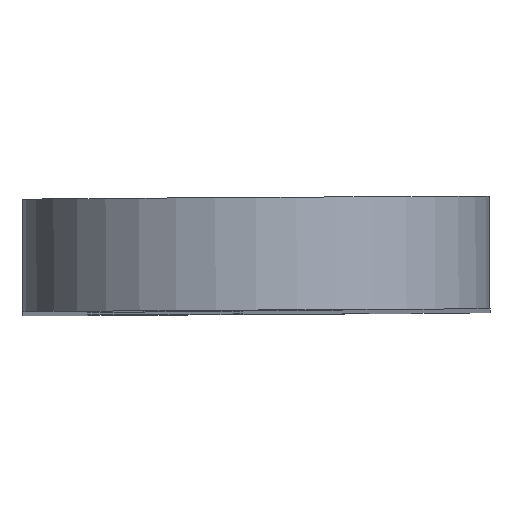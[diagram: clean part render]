
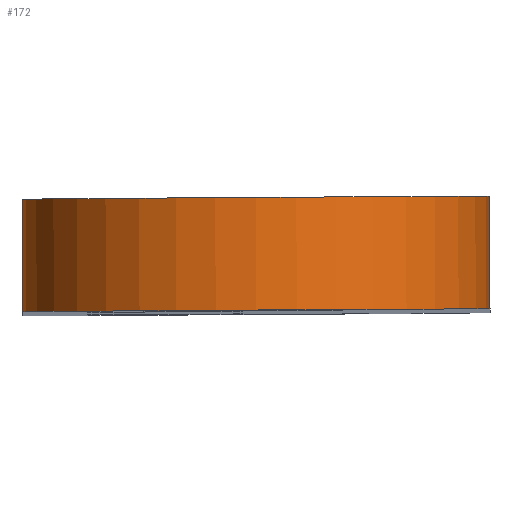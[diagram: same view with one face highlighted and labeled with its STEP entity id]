
A CAD part, top view. The second image highlights one B-rep face of the part: STEP entity #172.
In plain terms, the highlighted cylindrical face has radius 4.15 mm (diameter 8.3 mm), a partial arc.
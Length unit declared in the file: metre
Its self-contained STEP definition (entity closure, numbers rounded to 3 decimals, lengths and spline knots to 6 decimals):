
#20=LINE('',#284,#28);
#21=LINE('',#290,#29);
#28=VECTOR('',#229,1.);
#29=VECTOR('',#236,1.);
#40=ORIENTED_EDGE('',*,*,#79,.F.);
#41=ORIENTED_EDGE('',*,*,#78,.F.);
#42=ORIENTED_EDGE('',*,*,#80,.T.);
#43=ORIENTED_EDGE('',*,*,#81,.T.);
#78=EDGE_CURVE('',#97,#96,#20,.T.);
#79=EDGE_CURVE('',#96,#98,#110,.T.);
#80=EDGE_CURVE('',#97,#99,#111,.T.);
#81=EDGE_CURVE('',#99,#98,#21,.T.);
#96=VERTEX_POINT('',#281);
#97=VERTEX_POINT('',#283);
#98=VERTEX_POINT('',#287);
#99=VERTEX_POINT('',#289);
#110=CIRCLE('',#198,0.00415);
#111=CIRCLE('',#199,0.00415);
#122=EDGE_LOOP('',(#40,#41,#42,#43));
#144=FACE_BOUND('',#122,.T.);
#165=CYLINDRICAL_SURFACE('',#197,0.00415);
#172=ADVANCED_FACE('',(#144),#165,.T.);
#197=AXIS2_PLACEMENT_3D('',#285,#230,#231);
#198=AXIS2_PLACEMENT_3D('',#286,#232,#233);
#199=AXIS2_PLACEMENT_3D('',#288,#234,#235);
#229=DIRECTION('',(-0.006,1.,0.));
#230=DIRECTION('',(-0.006,1.,0.));
#231=DIRECTION('',(1.,0.006,0.));
#232=DIRECTION('',(-0.006,1.,0.));
#233=DIRECTION('',(1.,0.006,0.));
#234=DIRECTION('',(-0.006,1.,0.));
#235=DIRECTION('',(1.,0.006,0.));
#236=DIRECTION('',(-0.006,1.,0.));
#281=CARTESIAN_POINT('',(0.092624,0.065058,0.056675));
#283=CARTESIAN_POINT('',(0.092637,0.063058,0.056675));
#284=CARTESIAN_POINT('',(0.092637,0.063058,0.056675));
#285=CARTESIAN_POINT('',(0.096786,0.063084,0.056675));
#286=CARTESIAN_POINT('',(0.096774,0.065084,0.056675));
#287=CARTESIAN_POINT('',(0.100924,0.06511,0.056675));
#288=CARTESIAN_POINT('',(0.096786,0.063084,0.056675));
#289=CARTESIAN_POINT('',(0.100936,0.06311,0.056675));
#290=CARTESIAN_POINT('',(0.100936,0.06311,0.056675));
